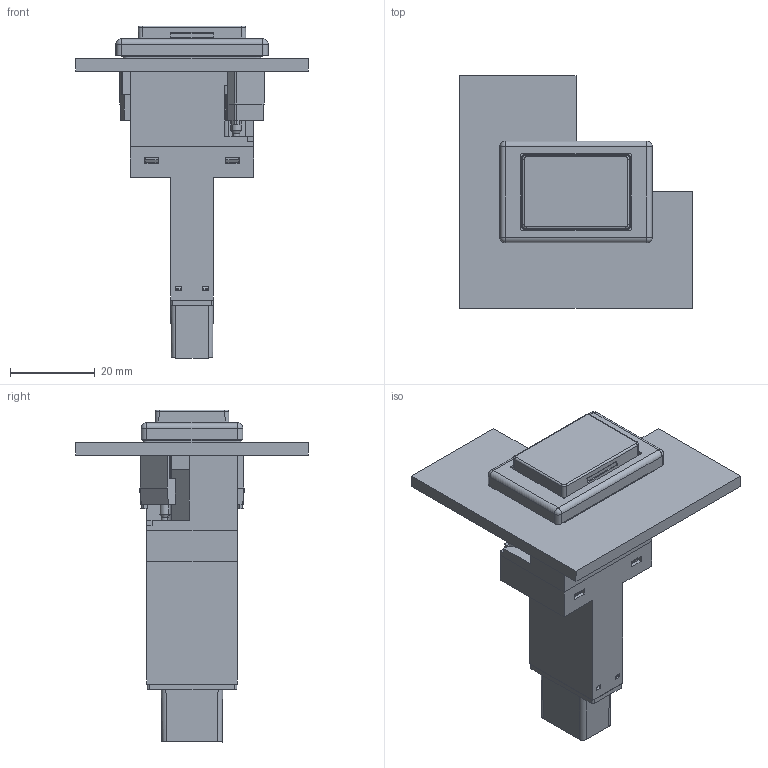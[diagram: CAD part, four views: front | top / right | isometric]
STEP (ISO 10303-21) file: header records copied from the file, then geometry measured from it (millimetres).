
FILE_DESCRIPTION (( 'STEP AP214' ), '1' );
FILE_NAME ('EADEFAU0422338237055.step', '2009-04-22T07:38:15', ( 'sysAdmin' ), ( 'SolidWorks' ), 'SwSTEP 2.0', 'SolidWorks 2009', '' );
FILE_SCHEMA (( 'AUTOMOTIVE_DESIGN' ));
Length unit declared in the file: millimetre
Products named in the file (1): EADEFAU0422338237055
Bounding box: 55 x 55 x 78.45 mm (x, y, z)
Volume: 19677.2 mm3; surface area: 24023.5 mm2
Topology: 13 solids, 13 shells, 719 faces, 1840 edges, 1164 vertices
Faces by surface type: plane 488, cylinder 147, cone 42, torus 28, sphere 10, bspline 4
Entity records: 29769 total; most frequent: CARTESIAN_POINT 4264, ORIENTED_EDGE 3664, DIRECTION 3498, EDGE_CURVE 1832, LINE 1394, VECTOR 1394, VERTEX_POINT 1164, AXIS2_PLACEMENT_3D 1052
